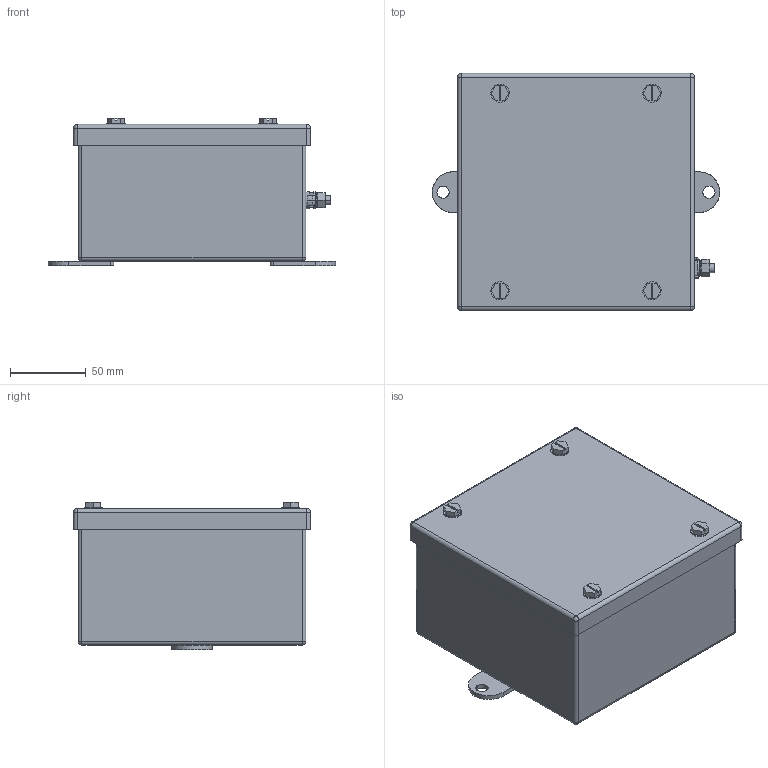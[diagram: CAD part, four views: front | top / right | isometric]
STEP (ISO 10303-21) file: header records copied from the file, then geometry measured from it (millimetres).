
FILE_DESCRIPTION(('CATIA V5R24 STEP','CAx-IF Rec.Pracs.--- Model Styling and Organization---1.2---2011-12-15'),'2;1');
FILE_NAME ('D1446895_0_1024990000_1024990000.stp','2018-05-08T12:52:38+00:00',('none'),('Weidmueller'),'CATIA Version 5-6 Release 2014 SP4 HF52','CATIA V5 STEP AP214','none');
FILE_SCHEMA(('AUTOMOTIVE_DESIGN { 1 0 10303 214 1 1 1 1 }'));
Length unit declared in the file: millimetre
Products named in the file (1): KLIPPON_STB_2_SS_RAL 7032
Bounding box: 189 x 156 x 97 mm (x, y, z)
Volume: 221932.4 mm3; surface area: 246168 mm2
Topology: 20 solids, 24 shells, 779 faces, 1832 edges, 1132 vertices
Faces by surface type: plane 345, cylinder 314, cone 60, torus 36, sphere 24
Entity records: 20868 total; most frequent: CARTESIAN_POINT 4264, ORIENTED_EDGE 3612, DIRECTION 2806, EDGE_CURVE 1806, AXIS2_PLACEMENT_3D 1340, VERTEX_POINT 1132, VECTOR 910, LINE 910
